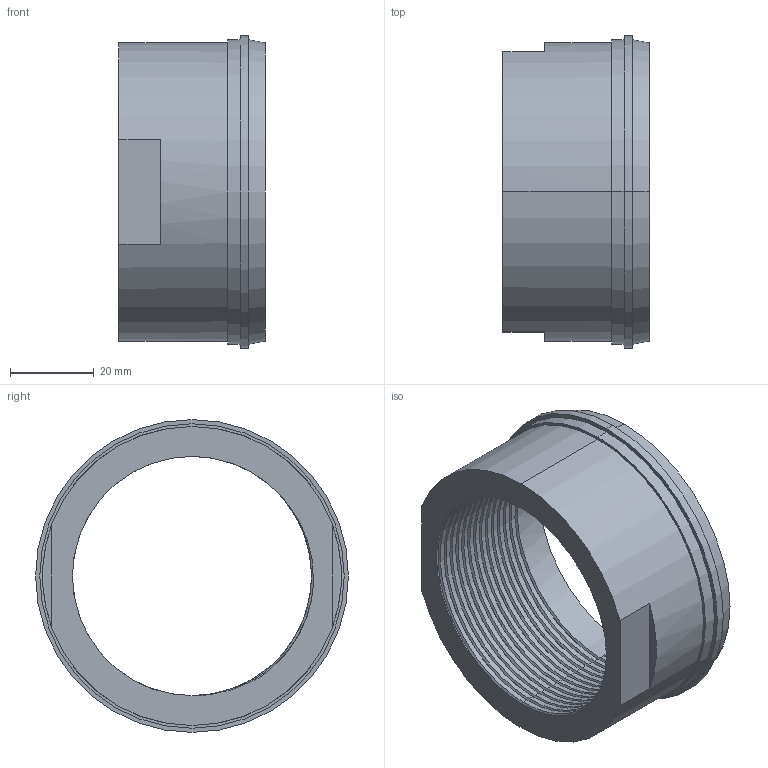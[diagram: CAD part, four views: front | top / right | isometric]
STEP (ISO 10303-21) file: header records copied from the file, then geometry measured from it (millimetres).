
FILE_DESCRIPTION (( 'STEP AP203' ), '1' );
FILE_NAME ('3D_R131-E_2_17102390.STEP', '2024-08-15T07:57:54', ( '' ), ( '' ), 'SwSTEP 2.0', 'SolidWorks 2024', '' );
FILE_SCHEMA (( 'CONFIG_CONTROL_DESIGN' ));
Length unit declared in the file: millimetre
Products named in the file (1): 3D_R131-E_2_17102390
Bounding box: 35 x 74.8 x 74.8 mm (x, y, z)
Volume: 50697.1 mm3; surface area: 19293.1 mm2
Topology: 1 solids, 1 shells, 51 faces, 136 edges, 90 vertices
Faces by surface type: cylinder 36, plane 10, bspline 3, cone 2
Entity records: 4452 total; most frequent: CARTESIAN_POINT 3266, ORIENTED_EDGE 272, DIRECTION 196, EDGE_CURVE 136, VERTEX_POINT 90, AXIS2_PLACEMENT_3D 73, EDGE_LOOP 56, FACE_OUTER_BOUND 51
